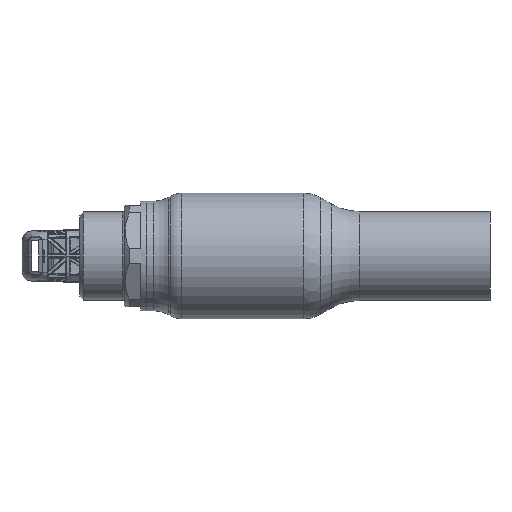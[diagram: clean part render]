
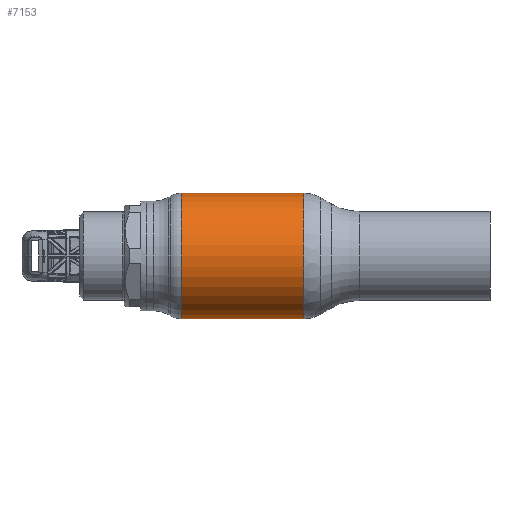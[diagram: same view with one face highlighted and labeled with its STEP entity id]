
A CAD part, front view. The second image highlights one B-rep face of the part: STEP entity #7153.
In plain terms, the highlighted cylindrical face has radius 34 mm (diameter 68 mm), a partial arc.
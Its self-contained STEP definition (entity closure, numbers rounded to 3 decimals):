
#488 = ORIENTED_EDGE ( 'NONE', *, *, #38050, .F. ) ;
#1650 = EDGE_CURVE ( 'NONE', #42967, #8136, #32712, .T. ) ;
#2189 = VECTOR ( 'NONE', #52942, 1000. ) ;
#3234 = EDGE_CURVE ( 'NONE', #42967, #15989, #16527, .T. ) ;
#7153 = ADVANCED_FACE ( 'NONE', ( #44166 ), #47520, .T. ) ;
#8136 = VERTEX_POINT ( 'NONE', #19036 ) ;
#9463 = DIRECTION ( 'NONE',  ( 0., 0., 1. ) ) ;
#15989 = VERTEX_POINT ( 'NONE', #39378 ) ;
#16527 = LINE ( 'NONE', #25021, #49694 ) ;
#18505 = AXIS2_PLACEMENT_3D ( 'NONE', #29106, #50904, #9463 ) ;
#18570 = EDGE_CURVE ( 'NONE', #8136, #50437, #39032, .T. ) ;
#19036 = CARTESIAN_POINT ( 'NONE',  ( 33.177, 0., 34. ) ) ;
#21885 = DIRECTION ( 'NONE',  ( -1., 0., 0. ) ) ;
#21963 = CARTESIAN_POINT ( 'NONE',  ( 33.177, 0., -34. ) ) ;
#24783 = CARTESIAN_POINT ( 'NONE',  ( -33.177, 0., 34. ) ) ;
#25021 = CARTESIAN_POINT ( 'NONE',  ( -62.69, 0., -34. ) ) ;
#29106 = CARTESIAN_POINT ( 'NONE',  ( -33.177, 0., 0. ) ) ;
#29967 = DIRECTION ( 'NONE',  ( -1., 0., 0. ) ) ;
#32712 = CIRCLE ( 'NONE', #50113, 34. ) ;
#33498 = AXIS2_PLACEMENT_3D ( 'NONE', #57462, #29967, #43858 ) ;
#35460 = DIRECTION ( 'NONE',  ( 0., 0., 1. ) ) ;
#38050 = EDGE_CURVE ( 'NONE', #15989, #50437, #58106, .T. ) ;
#39032 = LINE ( 'NONE', #39938, #2189 ) ;
#39378 = CARTESIAN_POINT ( 'NONE',  ( -33.177, 0., -34. ) ) ;
#39522 = DIRECTION ( 'NONE',  ( -1., 0., 0. ) ) ;
#39938 = CARTESIAN_POINT ( 'NONE',  ( -62.69, 0., 34. ) ) ;
#41511 = CARTESIAN_POINT ( 'NONE',  ( 33.177, 0., 0. ) ) ;
#42967 = VERTEX_POINT ( 'NONE', #21963 ) ;
#43858 = DIRECTION ( 'NONE',  ( 0., 0., 1. ) ) ;
#44166 = FACE_OUTER_BOUND ( 'NONE', #59320, .T. ) ;
#45349 = ORIENTED_EDGE ( 'NONE', *, *, #18570, .T. ) ;
#47520 = CYLINDRICAL_SURFACE ( 'NONE', #33498, 34. ) ;
#49005 = ORIENTED_EDGE ( 'NONE', *, *, #3234, .F. ) ;
#49694 = VECTOR ( 'NONE', #39522, 1000. ) ;
#50113 = AXIS2_PLACEMENT_3D ( 'NONE', #41511, #21885, #35460 ) ;
#50437 = VERTEX_POINT ( 'NONE', #24783 ) ;
#50904 = DIRECTION ( 'NONE',  ( -1., 0., 0. ) ) ;
#51176 = ORIENTED_EDGE ( 'NONE', *, *, #1650, .T. ) ;
#52942 = DIRECTION ( 'NONE',  ( -1., 0., 0. ) ) ;
#57462 = CARTESIAN_POINT ( 'NONE',  ( -62.69, 0., 0. ) ) ;
#58106 = CIRCLE ( 'NONE', #18505, 34. ) ;
#59320 = EDGE_LOOP ( 'NONE', ( #49005, #51176, #45349, #488 ) ) ;
